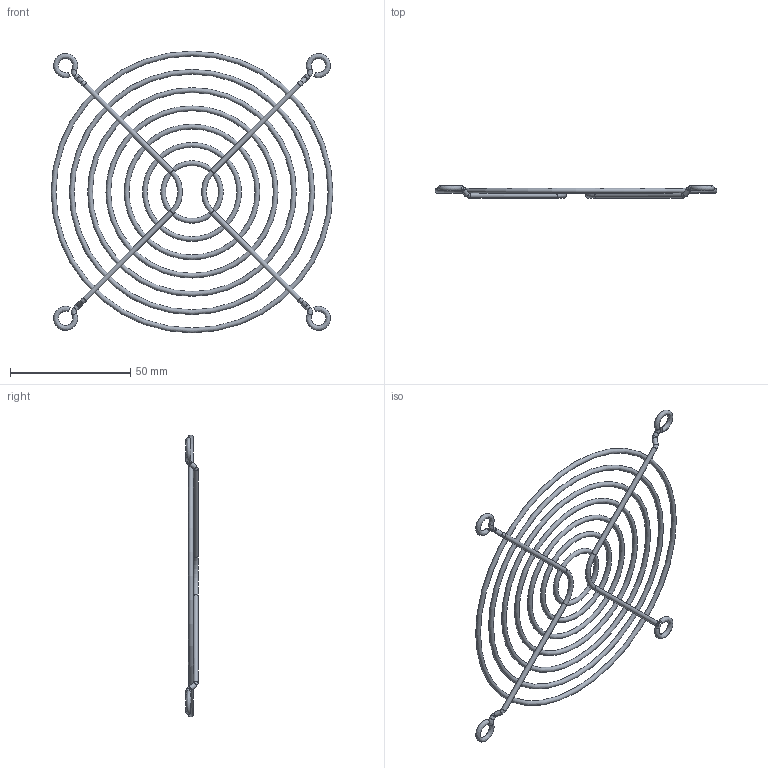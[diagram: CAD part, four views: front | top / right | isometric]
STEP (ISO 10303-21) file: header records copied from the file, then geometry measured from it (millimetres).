
FILE_DESCRIPTION(/* description */ (''),/* implementation_level */ '2;1');
FILE_NAME(/* name */ 'Fan guard.step',/* time_stamp */ '2020-04-14T17:02:37+01:00',/* author */ (''),/* organization */ (''),/* preprocessor_version */ 'ST-DEVELOPER v18.1',/* originating_system */ 'Autodesk Translation Framework v9.2.0.1227',/* authorisation */ '');
FILE_SCHEMA (('AUTOMOTIVE_DESIGN { 1 0 10303 214 3 1 1 }'));
Length unit declared in the file: millimetre
Products named in the file (1): Fan guard
Bounding box: 117.2 x 5 x 117.2 mm (x, y, z)
Volume: 5953.6 mm3; surface area: 11940.3 mm2
Topology: 9 solids, 9 shells, 57 faces, 176 edges, 123 vertices
Faces by surface type: bspline 28, cylinder 12, torus 9, plane 8
Full cylindrical faces by diameter (mm): 2 x12
Entity records: 3474 total; most frequent: CARTESIAN_POINT 1941, ORIENTED_EDGE 352, DIRECTION 288, EDGE_CURVE 176, AXIS2_PLACEMENT_3D 138, VERTEX_POINT 123, CIRCLE 100, FACE_OUTER_BOUND 57
